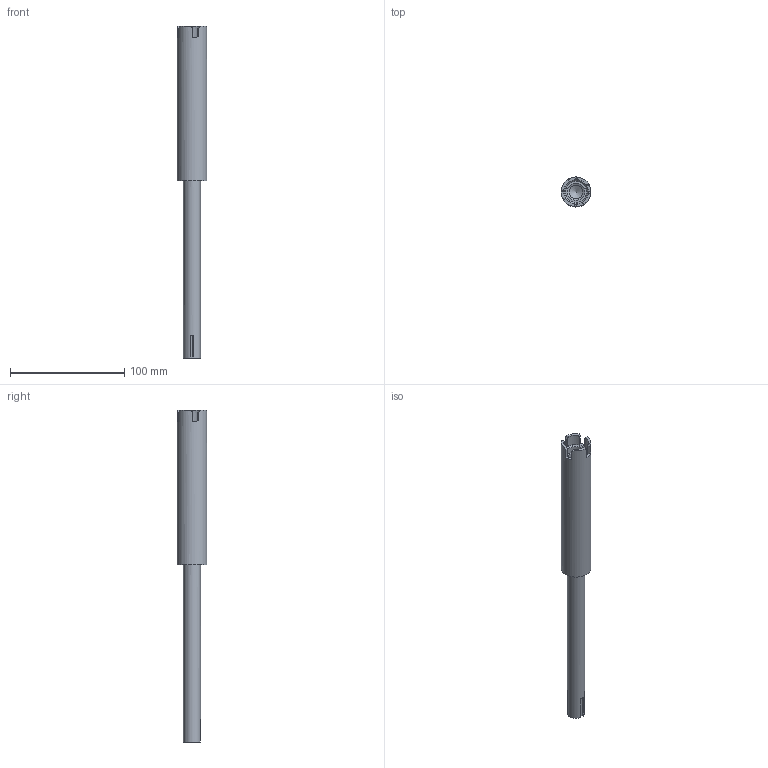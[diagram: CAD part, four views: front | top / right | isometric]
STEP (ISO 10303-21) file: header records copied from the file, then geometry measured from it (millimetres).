
FILE_DESCRIPTION(('FreeCAD Model'),'2;1');
FILE_NAME('Open CASCADE Shape Model','2023-03-21T10:08:52',(''),(''), 'Open CASCADE STEP processor 7.6','FreeCAD','Unknown');
FILE_SCHEMA(('AUTOMOTIVE_DESIGN { 1 0 10303 214 1 1 1 1 }'));
Length unit declared in the file: millimetre
Products named in the file (1): Body
Bounding box: 26 x 26 x 290 mm (x, y, z)
Volume: 84574.1 mm3; surface area: 22780.9 mm2
Topology: 1 solids, 1 shells, 61 faces, 144 edges, 86 vertices
Faces by surface type: plane 40, cone 11, cylinder 10
Full cylindrical faces by diameter (mm): 6.8 x1, 12 x1, 15 x2, 18.5 x1, 26 x1
Entity records: 3699 total; most frequent: CARTESIAN_POINT 756, DIRECTION 581, LINE 290, VECTOR 290, ORIENTED_EDGE 284, PCURVE 284, DEFINITIONAL_REPRESENTATION 284, EDGE_CURVE 142
